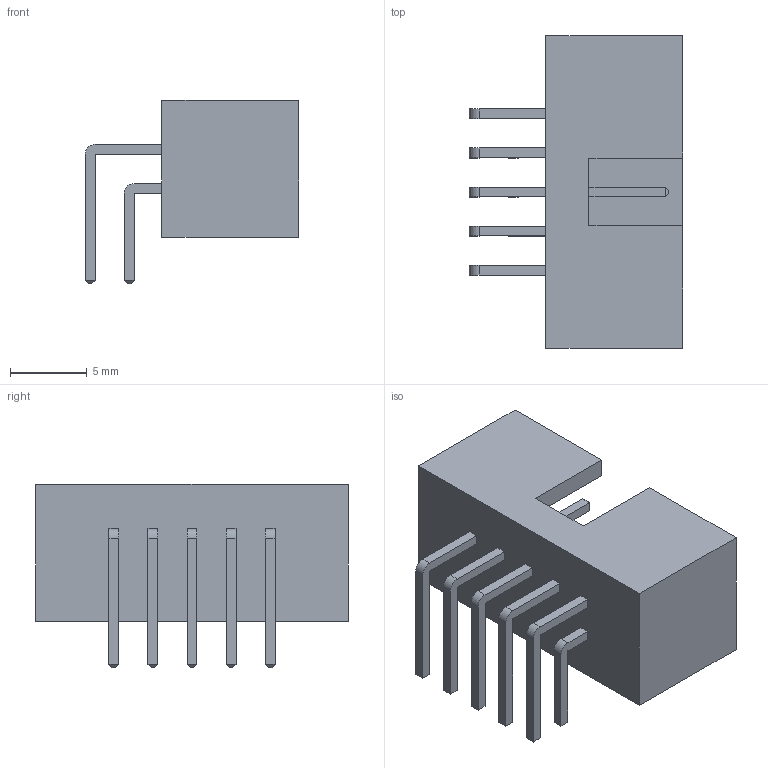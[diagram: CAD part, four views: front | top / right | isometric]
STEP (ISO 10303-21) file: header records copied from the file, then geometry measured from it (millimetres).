
FILE_DESCRIPTION(/* description */ ('model of IDC-Header_2x05_Pitch2.54mm_Angled'),/* implementation_level */ '2;1');
FILE_NAME(/* name */ 'IDC-Header_2x05_Pitch2.54mm_Angled.step',/* time_stamp */ '2017-10-10T17:04:46',/* author */ ('kicad StepUp','ksu'),/* organization */ ('FreeCAD'),/* preprocessor_version */ 'OCC',/* originating_system */ 'kicad StepUp',/* authorisation */ '');
FILE_SCHEMA(('AUTOMOTIVE_DESIGN_CC2 { 1 2 10303 214 -1 1 5 4 }'));
Length unit declared in the file: millimetre
Products named in the file (2): ASSEMBLY; IDC-Header_2x05_Pitch2.54mm_Angled
Assembly tree (1 placements, depth 2):
  ASSEMBLY
    IDC-Header_2x05_Pitch2.54mm_Angled
Bounding box: 13.88 x 20.32 x 11.9 mm (x, y, z)
Volume: 944.6 mm3; surface area: 1538.7 mm2
Topology: 1 solids, 1 shells, 224 faces, 526 edges, 324 vertices
Faces by surface type: plane 214, cylinder 10
Entity records: 7789 total; most frequent: CARTESIAN_POINT 1076, ORIENTED_EDGE 1052, DIRECTION 998, EDGE_CURVE 526, LINE 506, VECTOR 506, VERTEX_POINT 324, AXIS2_PLACEMENT_3D 246
